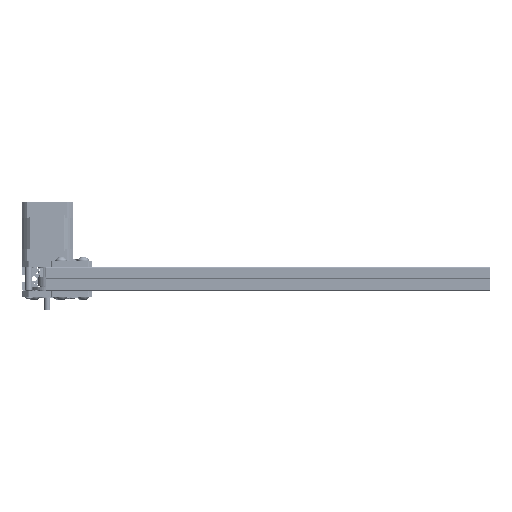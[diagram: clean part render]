
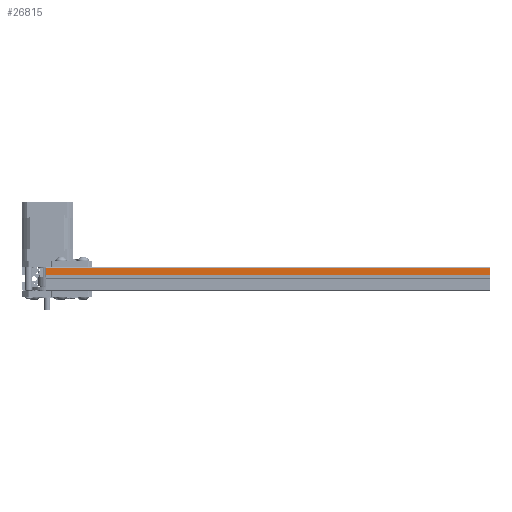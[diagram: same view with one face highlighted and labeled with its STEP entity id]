
A CAD part, left-side view. The second image highlights one B-rep face of the part: STEP entity #26815.
In plain terms, the highlighted face is planar.
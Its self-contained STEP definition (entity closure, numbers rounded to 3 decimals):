
#1976=PLANE('',#30229);
#3998=FACE_OUTER_BOUND('',#5738,.T.);
#5738=EDGE_LOOP('',(#24583,#24584,#24585,#24586));
#7761=LINE('',#48576,#9922);
#7762=LINE('',#48579,#9923);
#7763=LINE('',#48581,#9924);
#7764=LINE('',#48582,#9925);
#9922=VECTOR('',#38195,1000.);
#9923=VECTOR('',#38198,1000.);
#9924=VECTOR('',#38199,10.);
#9925=VECTOR('',#38200,1000.);
#13851=VERTEX_POINT('',#48572);
#13852=VERTEX_POINT('',#48574);
#13853=VERTEX_POINT('',#48578);
#13854=VERTEX_POINT('',#48580);
#17492=EDGE_CURVE('',#13852,#13851,#7761,.T.);
#17493=EDGE_CURVE('',#13851,#13853,#7762,.T.);
#17494=EDGE_CURVE('',#13852,#13854,#7763,.T.);
#17495=EDGE_CURVE('',#13854,#13853,#7764,.T.);
#24583=ORIENTED_EDGE('',*,*,#17493,.F.);
#24584=ORIENTED_EDGE('',*,*,#17492,.F.);
#24585=ORIENTED_EDGE('',*,*,#17494,.T.);
#24586=ORIENTED_EDGE('',*,*,#17495,.T.);
#26815=ADVANCED_FACE('',(#3998),#1976,.T.);
#30229=AXIS2_PLACEMENT_3D('',#48577,#38196,#38197);
#38195=DIRECTION('',(0.,0.,1.));
#38196=DIRECTION('center_axis',(0.,1.,0.));
#38197=DIRECTION('ref_axis',(0.,0.,1.));
#38198=DIRECTION('',(-1.,0.,0.));
#38199=DIRECTION('',(-1.,0.,0.));
#38200=DIRECTION('',(0.,0.,1.));
#48572=CARTESIAN_POINT('',(-3.,10.,20.));
#48574=CARTESIAN_POINT('',(-3.,10.,-350.));
#48576=CARTESIAN_POINT('',(-3.,10.,-200.));
#48577=CARTESIAN_POINT('Origin',(-3.,10.,-200.));
#48578=CARTESIAN_POINT('',(-9.,10.,20.));
#48579=CARTESIAN_POINT('',(-3.,10.,20.));
#48580=CARTESIAN_POINT('',(-9.,10.,-350.));
#48581=CARTESIAN_POINT('',(-6.,10.,-350.));
#48582=CARTESIAN_POINT('',(-9.,10.,-200.));
